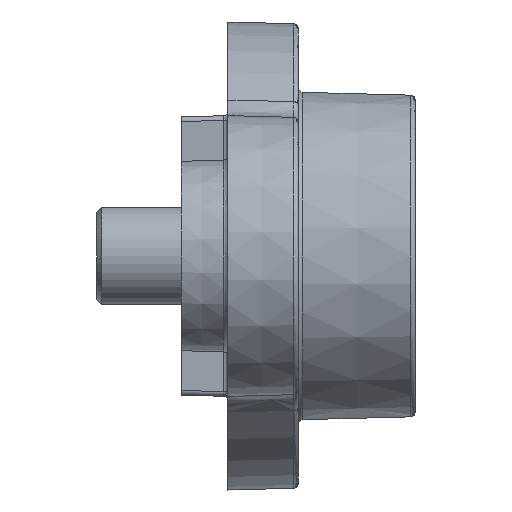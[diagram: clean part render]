
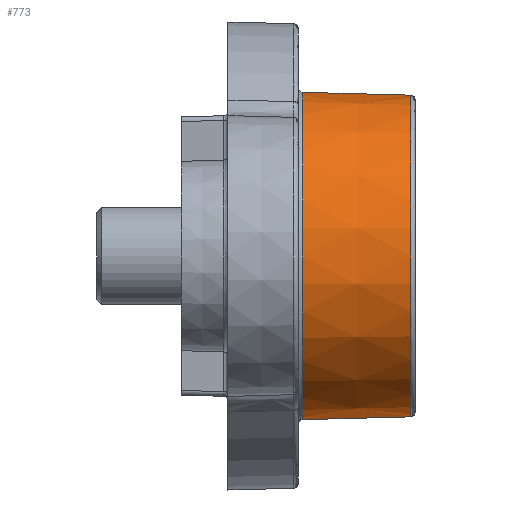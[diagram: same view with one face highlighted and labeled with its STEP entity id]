
A CAD part, left-side view. The second image highlights one B-rep face of the part: STEP entity #773.
In plain terms, the highlighted conical face has half-angle 1.5 degrees and reference radius 3.497 mm.
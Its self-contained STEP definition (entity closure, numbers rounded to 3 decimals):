
#78 = AXIS2_PLACEMENT_3D ( 'NONE', #1409, #2603, #6023 ) ;
#197 = VECTOR ( 'NONE', #317, 1000. ) ;
#317 = DIRECTION ( 'NONE',  ( 0., -0.026, 1. ) ) ;
#773 = ADVANCED_FACE ( 'NONE', ( #2532 ), #4167, .T. ) ;
#775 = DIRECTION ( 'NONE',  ( 0., 0., 1. ) ) ;
#882 = LINE ( 'NONE', #5473, #197 ) ;
#1409 = CARTESIAN_POINT ( 'NONE',  ( -14., 0., 12.903 ) ) ;
#2277 = VERTEX_POINT ( 'NONE', #5593 ) ;
#2532 = FACE_OUTER_BOUND ( 'NONE', #6970, .T. ) ;
#2603 = DIRECTION ( 'NONE',  ( 0., 0., 1. ) ) ;
#2627 = VECTOR ( 'NONE', #3534, 1000. ) ;
#2732 = CIRCLE ( 'NONE', #2864, 3.497 ) ;
#2864 = AXIS2_PLACEMENT_3D ( 'NONE', #3393, #5701, #6912 ) ;
#3075 = CARTESIAN_POINT ( 'NONE',  ( -14., -3.437, 10.597 ) ) ;
#3193 = CARTESIAN_POINT ( 'NONE',  ( -14., 3.497, 12.903 ) ) ;
#3393 = CARTESIAN_POINT ( 'NONE',  ( -14., 0., 12.903 ) ) ;
#3534 = DIRECTION ( 'NONE',  ( 0., 0.026, 1. ) ) ;
#3588 = CARTESIAN_POINT ( 'NONE',  ( -14., 3.437, 10.597 ) ) ;
#3855 = ORIENTED_EDGE ( 'NONE', *, *, #6775, .T. ) ;
#3891 = ORIENTED_EDGE ( 'NONE', *, *, #6103, .T. ) ;
#4088 = VERTEX_POINT ( 'NONE', #3588 ) ;
#4167 = CONICAL_SURFACE ( 'NONE', #78, 3.497, 0.026 ) ;
#4193 = DIRECTION ( 'NONE',  ( 0., -1., 0. ) ) ;
#4373 = EDGE_CURVE ( 'NONE', #4088, #6458, #6977, .T. ) ;
#4713 = EDGE_CURVE ( 'NONE', #4088, #5644, #7264, .T. ) ;
#5473 = CARTESIAN_POINT ( 'NONE',  ( -14., -13070.314, 499014.5 ) ) ;
#5593 = CARTESIAN_POINT ( 'NONE',  ( -14., -3.497, 12.903 ) ) ;
#5644 = VERTEX_POINT ( 'NONE', #3075 ) ;
#5701 = DIRECTION ( 'NONE',  ( 0., 0., -1. ) ) ;
#5812 = CARTESIAN_POINT ( 'NONE',  ( -14., 3.5, 13. ) ) ;
#6023 = DIRECTION ( 'NONE',  ( 0., -1., 0. ) ) ;
#6103 = EDGE_CURVE ( 'NONE', #5644, #2277, #882, .T. ) ;
#6442 = CARTESIAN_POINT ( 'NONE',  ( -14., 0., 10.597 ) ) ;
#6458 = VERTEX_POINT ( 'NONE', #3193 ) ;
#6775 = EDGE_CURVE ( 'NONE', #2277, #6458, #2732, .T. ) ;
#6812 = ORIENTED_EDGE ( 'NONE', *, *, #4713, .T. ) ;
#6912 = DIRECTION ( 'NONE',  ( 0., -1., 0. ) ) ;
#6970 = EDGE_LOOP ( 'NONE', ( #3891, #3855, #7367, #6812 ) ) ;
#6977 = LINE ( 'NONE', #5812, #2627 ) ;
#7138 = AXIS2_PLACEMENT_3D ( 'NONE', #6442, #775, #4193 ) ;
#7264 = CIRCLE ( 'NONE', #7138, 3.437 ) ;
#7367 = ORIENTED_EDGE ( 'NONE', *, *, #4373, .F. ) ;
